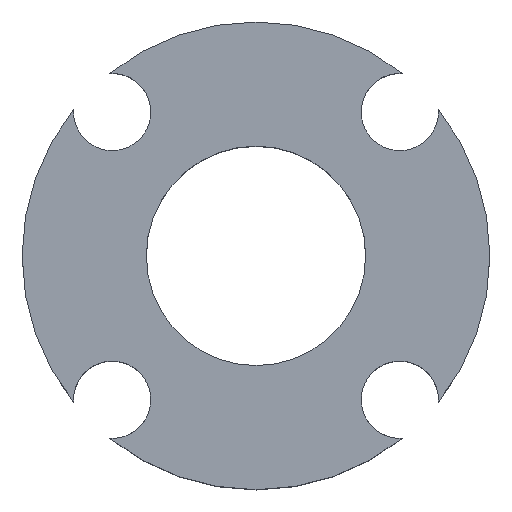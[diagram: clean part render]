
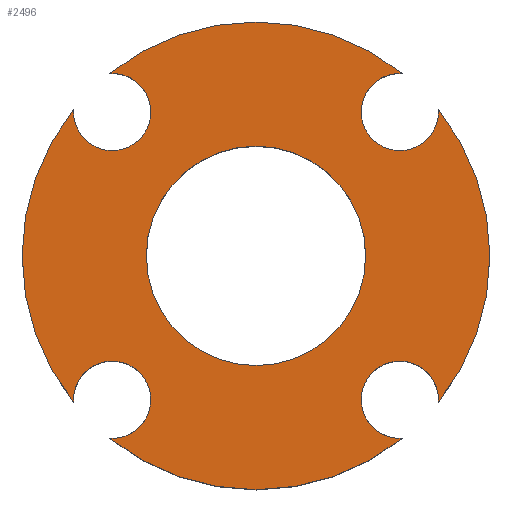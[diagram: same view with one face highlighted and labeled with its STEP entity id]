
A CAD part, top view. The second image highlights one B-rep face of the part: STEP entity #2496.
In plain terms, the highlighted planar face has unit normal (0, 0, 1).
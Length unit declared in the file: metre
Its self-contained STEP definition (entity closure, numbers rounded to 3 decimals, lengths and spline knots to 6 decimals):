
#39=PLANE('',#2757);
#151=CIRCLE('',#2750,0.013007);
#152=CIRCLE('',#2752,0.013007);
#153=CIRCLE('',#2754,0.013007);
#154=CIRCLE('',#2756,0.013007);
#155=CIRCLE('',#2758,0.0061);
#156=CIRCLE('',#2759,0.00215);
#157=CIRCLE('',#2760,0.00215);
#158=CIRCLE('',#2761,0.00215);
#159=CIRCLE('',#2762,0.00215);
#466=ORIENTED_EDGE('',*,*,#1273,.F.);
#467=ORIENTED_EDGE('',*,*,#1274,.F.);
#468=ORIENTED_EDGE('',*,*,#1266,.T.);
#469=ORIENTED_EDGE('',*,*,#1275,.F.);
#470=ORIENTED_EDGE('',*,*,#1268,.T.);
#471=ORIENTED_EDGE('',*,*,#1276,.F.);
#472=ORIENTED_EDGE('',*,*,#1272,.T.);
#473=ORIENTED_EDGE('',*,*,#1277,.F.);
#474=ORIENTED_EDGE('',*,*,#1262,.T.);
#1262=EDGE_CURVE('',#1663,#1662,#151,.T.);
#1266=EDGE_CURVE('',#1664,#1665,#152,.T.);
#1268=EDGE_CURVE('',#1667,#1666,#153,.T.);
#1272=EDGE_CURVE('',#1668,#1669,#154,.T.);
#1273=EDGE_CURVE('',#1670,#1670,#155,.T.);
#1274=EDGE_CURVE('',#1664,#1662,#156,.T.);
#1275=EDGE_CURVE('',#1667,#1665,#157,.T.);
#1276=EDGE_CURVE('',#1668,#1666,#158,.T.);
#1277=EDGE_CURVE('',#1663,#1669,#159,.T.);
#1662=VERTEX_POINT('',#4265);
#1663=VERTEX_POINT('',#4267);
#1664=VERTEX_POINT('',#4271);
#1665=VERTEX_POINT('',#4273);
#1666=VERTEX_POINT('',#4277);
#1667=VERTEX_POINT('',#4279);
#1668=VERTEX_POINT('',#4283);
#1669=VERTEX_POINT('',#4285);
#1670=VERTEX_POINT('',#4289);
#2091=EDGE_LOOP('',(#466));
#2092=EDGE_LOOP('',(#467,#468,#469,#470,#471,#472,#473,#474));
#2233=FACE_BOUND('',#2091,.T.);
#2234=FACE_BOUND('',#2092,.T.);
#2496=ADVANCED_FACE('',(#2233,#2234),#39,.T.);
#2750=AXIS2_PLACEMENT_3D('',#4266,#3295,#3296);
#2752=AXIS2_PLACEMENT_3D('',#4274,#3302,#3303);
#2754=AXIS2_PLACEMENT_3D('',#4278,#3307,#3308);
#2756=AXIS2_PLACEMENT_3D('',#4286,#3314,#3315);
#2757=AXIS2_PLACEMENT_3D('',#4287,#3316,#3317);
#2758=AXIS2_PLACEMENT_3D('',#4288,#3318,#3319);
#2759=AXIS2_PLACEMENT_3D('',#4290,#3320,#3321);
#2760=AXIS2_PLACEMENT_3D('',#4291,#3322,#3323);
#2761=AXIS2_PLACEMENT_3D('',#4292,#3324,#3325);
#2762=AXIS2_PLACEMENT_3D('',#4293,#3326,#3327);
#3295=DIRECTION('',(0.,0.,1.));
#3296=DIRECTION('',(1.,0.,0.));
#3302=DIRECTION('',(0.,0.,1.));
#3303=DIRECTION('',(1.,0.,0.));
#3307=DIRECTION('',(0.,0.,1.));
#3308=DIRECTION('',(1.,0.,0.));
#3314=DIRECTION('',(0.,0.,1.));
#3315=DIRECTION('',(1.,0.,0.));
#3316=DIRECTION('',(0.,0.,1.));
#3317=DIRECTION('',(1.,0.,0.));
#3318=DIRECTION('',(0.,0.,1.));
#3319=DIRECTION('',(1.,0.,0.));
#3320=DIRECTION('',(0.,0.,1.));
#3321=DIRECTION('',(1.,0.,0.));
#3322=DIRECTION('',(0.,0.,1.));
#3323=DIRECTION('',(1.,0.,0.));
#3324=DIRECTION('',(0.,0.,1.));
#3325=DIRECTION('',(1.,0.,0.));
#3326=DIRECTION('',(0.,0.,1.));
#3327=DIRECTION('',(1.,0.,0.));
#4265=CARTESIAN_POINT('',(-0.008139,0.010146,0.0045));
#4266=CARTESIAN_POINT('',(0.,0.,0.0045));
#4267=CARTESIAN_POINT('',(0.008139,0.010146,0.0045));
#4271=CARTESIAN_POINT('',(-0.010146,0.008139,0.0045));
#4273=CARTESIAN_POINT('',(-0.010146,-0.008139,0.0045));
#4274=CARTESIAN_POINT('',(0.,0.,0.0045));
#4277=CARTESIAN_POINT('',(0.008139,-0.010146,0.0045));
#4278=CARTESIAN_POINT('',(0.,0.,0.0045));
#4279=CARTESIAN_POINT('',(-0.008139,-0.010146,0.0045));
#4283=CARTESIAN_POINT('',(0.010146,-0.008139,0.0045));
#4285=CARTESIAN_POINT('',(0.010146,0.008139,0.0045));
#4286=CARTESIAN_POINT('',(0.,0.,0.0045));
#4287=CARTESIAN_POINT('',(0.,0.,0.0045));
#4288=CARTESIAN_POINT('',(0.,0.,0.0045));
#4289=CARTESIAN_POINT('',(0.0061,0.,0.0045));
#4290=CARTESIAN_POINT('',(-0.008,0.008,0.0045));
#4291=CARTESIAN_POINT('',(-0.008,-0.008,0.0045));
#4292=CARTESIAN_POINT('',(0.008,-0.008,0.0045));
#4293=CARTESIAN_POINT('',(0.008,0.008,0.0045));
